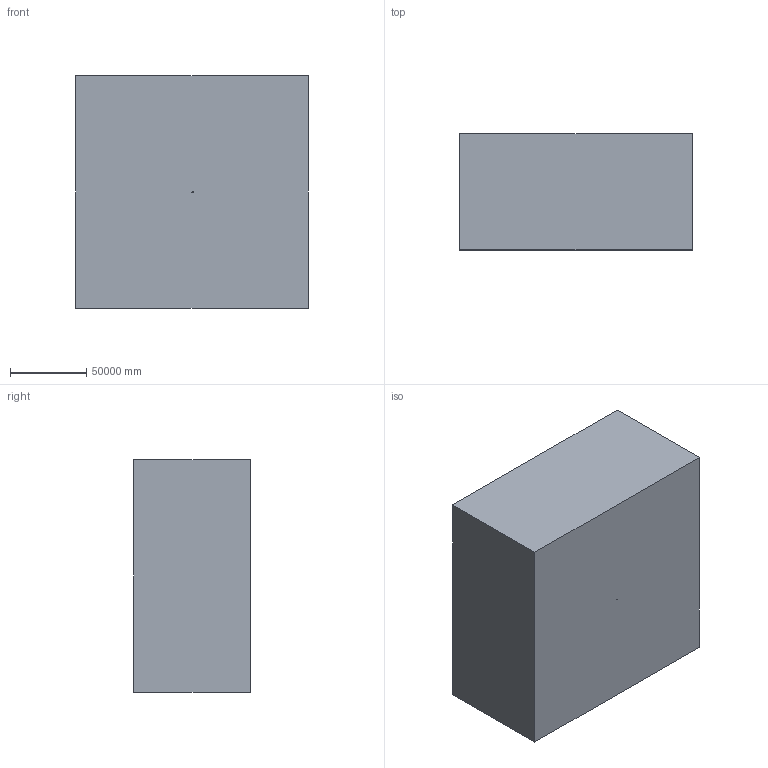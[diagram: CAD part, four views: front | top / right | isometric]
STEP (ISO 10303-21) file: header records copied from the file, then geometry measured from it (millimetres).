
FILE_DESCRIPTION((''),'2;1');
FILE_NAME('','2026-01-19T13:59:13',(''),(''),'','CADfix','');
FILE_SCHEMA(('AP242_MANAGED_MODEL_BASED_3D_ENGINEERING_MIM_LF { 1 0 10303 442 3 1 4 }'));
Length unit declared in the file: inch
Bounding box: 152400 x 76200 x 152400 mm (x, y, z)
Volume: 1769802820363255 mm3; surface area: 92906577437.1 mm2
Topology: 1 solids, 2 shells, 73 faces, 202 edges, 135 vertices
Faces by surface type: bspline 73
Entity records: 8316 total; most frequent: CARTESIAN_POINT 6910, ORIENTED_EDGE 404, EDGE_CURVE 202, STYLED_ITEM 146, VERTEX_POINT 135, QUASI_UNIFORM_CURVE 124, EDGE_LOOP 85, FACE_OUTER_BOUND 73
